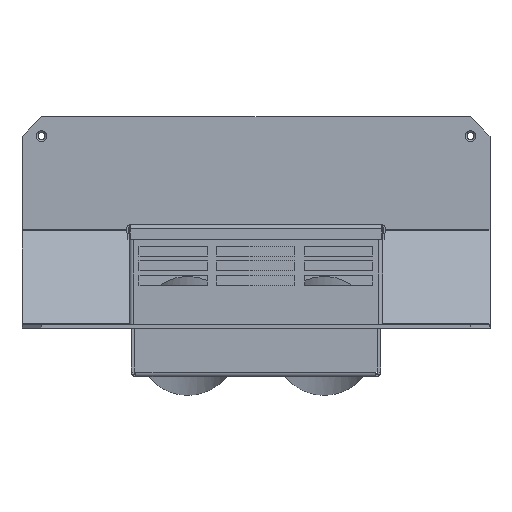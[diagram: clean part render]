
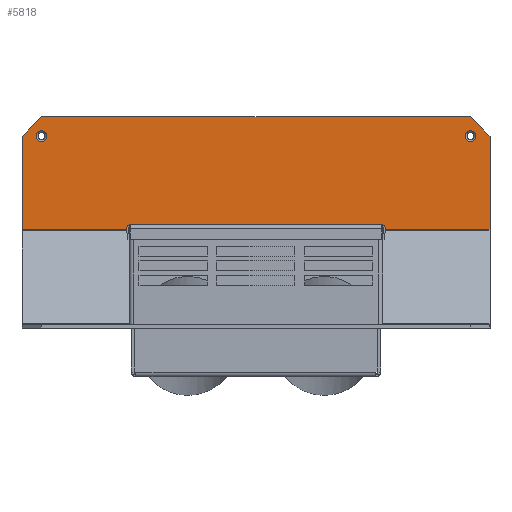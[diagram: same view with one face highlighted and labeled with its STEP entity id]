
A CAD part, left-side view. The second image highlights one B-rep face of the part: STEP entity #5818.
In plain terms, the highlighted planar face has unit normal (-1, 0, 0).
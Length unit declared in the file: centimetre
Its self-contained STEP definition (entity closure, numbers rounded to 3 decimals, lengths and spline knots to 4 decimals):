
#67=FACE_BOUND('',#799,.T.);
#68=FACE_BOUND('',#800,.T.);
#144=PLANE('',#6200);
#473=FACE_OUTER_BOUND('',#798,.T.);
#798=EDGE_LOOP('',(#4223,#4224,#4225,#4226,#4227,#4228,#4229,#4230,#4231,
#4232));
#799=EDGE_LOOP('',(#4233));
#800=EDGE_LOOP('',(#4234));
#1180=LINE('',#8410,#1847);
#1203=LINE('',#8475,#1870);
#1210=LINE('',#8500,#1877);
#1225=LINE('',#8538,#1892);
#1226=LINE('',#8540,#1893);
#1227=LINE('',#8542,#1894);
#1228=LINE('',#8544,#1895);
#1229=LINE('',#8546,#1896);
#1230=LINE('',#8548,#1897);
#1231=LINE('',#8549,#1898);
#1847=VECTOR('',#6754,250.);
#1870=VECTOR('',#6815,0.6895);
#1877=VECTOR('',#6836,0.6895);
#1892=VECTOR('',#6875,115.);
#1893=VECTOR('',#6876,95.6897);
#1894=VECTOR('',#6877,28.2843);
#1895=VECTOR('',#6878,440.);
#1896=VECTOR('',#6879,28.2843);
#1897=VECTOR('',#6880,95.6897);
#1898=VECTOR('',#6881,115.);
#2477=CIRCLE('',#6111,5.5);
#2480=CIRCLE('',#6116,5.5);
#2643=VERTEX_POINT('',#8273);
#2646=VERTEX_POINT('',#8283);
#2688=VERTEX_POINT('',#8408);
#2689=VERTEX_POINT('',#8409);
#2712=VERTEX_POINT('',#8474);
#2723=VERTEX_POINT('',#8498);
#2734=VERTEX_POINT('',#8537);
#2735=VERTEX_POINT('',#8539);
#2736=VERTEX_POINT('',#8541);
#2737=VERTEX_POINT('',#8543);
#2738=VERTEX_POINT('',#8545);
#2739=VERTEX_POINT('',#8547);
#3184=EDGE_CURVE('',#2643,#2643,#2477,.T.);
#3189=EDGE_CURVE('',#2646,#2646,#2480,.T.);
#3250=EDGE_CURVE('',#2688,#2689,#1180,.T.);
#3283=EDGE_CURVE('',#2712,#2688,#1203,.T.);
#3296=EDGE_CURVE('',#2689,#2723,#1210,.T.);
#3315=EDGE_CURVE('',#2723,#2734,#1225,.T.);
#3316=EDGE_CURVE('',#2735,#2734,#1226,.T.);
#3317=EDGE_CURVE('',#2736,#2735,#1227,.T.);
#3318=EDGE_CURVE('',#2736,#2737,#1228,.T.);
#3319=EDGE_CURVE('',#2738,#2737,#1229,.T.);
#3320=EDGE_CURVE('',#2738,#2739,#1230,.T.);
#3321=EDGE_CURVE('',#2739,#2712,#1231,.T.);
#4223=ORIENTED_EDGE('',*,*,#3283,.T.);
#4224=ORIENTED_EDGE('',*,*,#3250,.T.);
#4225=ORIENTED_EDGE('',*,*,#3296,.T.);
#4226=ORIENTED_EDGE('',*,*,#3315,.T.);
#4227=ORIENTED_EDGE('',*,*,#3316,.F.);
#4228=ORIENTED_EDGE('',*,*,#3317,.F.);
#4229=ORIENTED_EDGE('',*,*,#3318,.T.);
#4230=ORIENTED_EDGE('',*,*,#3319,.F.);
#4231=ORIENTED_EDGE('',*,*,#3320,.T.);
#4232=ORIENTED_EDGE('',*,*,#3321,.T.);
#4233=ORIENTED_EDGE('',*,*,#3184,.T.);
#4234=ORIENTED_EDGE('',*,*,#3189,.T.);
#5818=ADVANCED_FACE('',(#473,#67,#68),#144,.T.);
#6111=AXIS2_PLACEMENT_3D('',#8275,#6613,#6614);
#6116=AXIS2_PLACEMENT_3D('',#8285,#6625,#6626);
#6200=AXIS2_PLACEMENT_3D('',#8536,#6873,#6874);
#6613=DIRECTION('center_axis',(1.,0.,0.));
#6614=DIRECTION('ref_axis',(0.,0.,
1.));
#6625=DIRECTION('center_axis',(1.,0.,0.));
#6626=DIRECTION('ref_axis',(0.,0.,
1.));
#6754=DIRECTION('',(0.,-1.,0.));
#6815=DIRECTION('',(0.,0.,1.));
#6836=DIRECTION('',(0.,0.,-1.));
#6873=DIRECTION('center_axis',(-1.,0.,0.));
#6874=DIRECTION('ref_axis',(0.,0.,
1.));
#6875=DIRECTION('',(0.,-1.,0.));
#6876=DIRECTION('',(0.,0.,-1.));
#6877=DIRECTION('',(0.,-0.707,-0.707));
#6878=DIRECTION('',(0.,1.,0.));
#6879=DIRECTION('',(0.,-0.707,0.707));
#6880=DIRECTION('',(0.,0.,-1.));
#6881=DIRECTION('',(0.,-1.,0.));
#8273=CARTESIAN_POINT('',(729.2213,184.4373,355.3624));
#8275=CARTESIAN_POINT('Origin',(729.2213,184.4373,360.8624));
#8283=CARTESIAN_POINT('',(729.2213,-255.5627,355.3624));
#8285=CARTESIAN_POINT('Origin',(729.2213,-255.5627,360.8624));
#8408=CARTESIAN_POINT('',(729.2213,89.4373,265.8621));
#8409=CARTESIAN_POINT('',(729.2213,-160.5627,265.8621));
#8410=CARTESIAN_POINT('',(729.2213,-35.5627,265.8621));
#8474=CARTESIAN_POINT('',(729.2213,89.4373,265.1727));
#8475=CARTESIAN_POINT('',(729.2213,89.4373,244.7016));
#8498=CARTESIAN_POINT('',(729.2213,-160.5627,265.1727));
#8500=CARTESIAN_POINT('',(729.2213,-160.5627,244.7016));
#8536=CARTESIAN_POINT('Origin',(729.2213,-35.5627,321.541));
#8537=CARTESIAN_POINT('',(729.2213,-275.5627,265.1727));
#8538=CARTESIAN_POINT('',(729.2213,-35.5627,265.1727));
#8539=CARTESIAN_POINT('',(729.2213,-275.5627,360.8624));
#8540=CARTESIAN_POINT('',(729.2213,-275.5627,253.3603));
#8541=CARTESIAN_POINT('',(729.2213,-255.5627,380.8624));
#8542=CARTESIAN_POINT('',(729.2213,-220.3931,416.032));
#8543=CARTESIAN_POINT('',(729.2213,184.4373,380.8624));
#8544=CARTESIAN_POINT('',(729.2213,-275.5627,380.8624));
#8545=CARTESIAN_POINT('',(729.2213,204.4373,360.8624));
#8546=CARTESIAN_POINT('',(729.2213,149.2676,416.032));
#8547=CARTESIAN_POINT('',(729.2213,204.4373,265.1727));
#8548=CARTESIAN_POINT('',(729.2213,204.4373,253.3603));
#8549=CARTESIAN_POINT('',(729.2213,-35.5627,265.1727));
